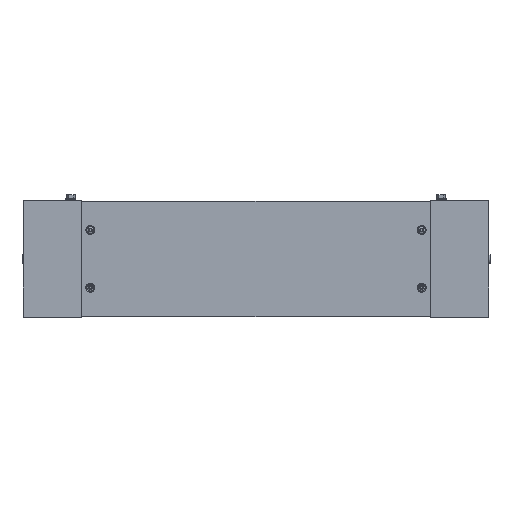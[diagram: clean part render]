
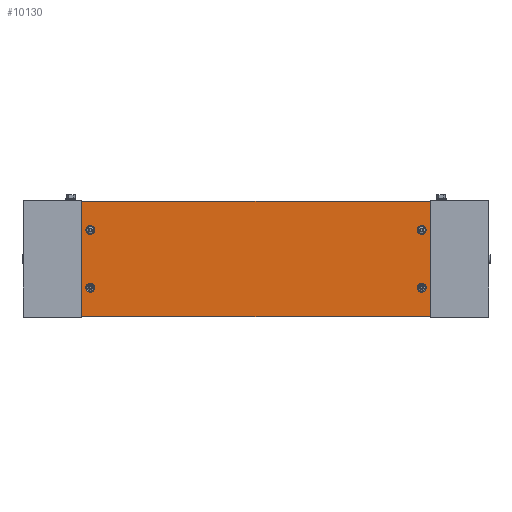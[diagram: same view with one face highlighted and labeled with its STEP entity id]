
A CAD part, top view. The second image highlights one B-rep face of the part: STEP entity #10130.
In plain terms, the highlighted face is planar.
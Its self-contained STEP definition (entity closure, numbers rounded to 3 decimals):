
#43 = EDGE_CURVE ( 'NONE', #12245, #9618, #17874, .T. ) ;
#64 = ORIENTED_EDGE ( 'NONE', *, *, #7311, .T. ) ;
#76 = VERTEX_POINT ( 'NONE', #17784 ) ;
#270 = ORIENTED_EDGE ( 'NONE', *, *, #43, .F. ) ;
#389 = CARTESIAN_POINT ( 'NONE',  ( 676.809, -149.5, 0. ) ) ;
#596 = VECTOR ( 'NONE', #15134, 1000. ) ;
#696 = DIRECTION ( 'NONE',  ( 1., 0., 0. ) ) ;
#1484 = DIRECTION ( 'NONE',  ( 1., 0., 0. ) ) ;
#1523 = CARTESIAN_POINT ( 'NONE',  ( 101., -199., 0. ) ) ;
#1740 = CIRCLE ( 'NONE', #16910, 7.691 ) ;
#1796 = CIRCLE ( 'NONE', #13439, 7.691 ) ;
#1910 = VERTEX_POINT ( 'NONE', #6403 ) ;
#1914 = AXIS2_PLACEMENT_3D ( 'NONE', #15619, #5752, #14429 ) ;
#2192 = CIRCLE ( 'NONE', #1914, 7.691 ) ;
#2506 = CIRCLE ( 'NONE', #5708, 7.691 ) ;
#2553 = EDGE_LOOP ( 'NONE', ( #64, #12348 ) ) ;
#2729 = ORIENTED_EDGE ( 'NONE', *, *, #16070, .T. ) ;
#3167 = CARTESIAN_POINT ( 'NONE',  ( 101., -199., 0. ) ) ;
#3295 = ORIENTED_EDGE ( 'NONE', *, *, #17706, .T. ) ;
#3306 = EDGE_LOOP ( 'NONE', ( #14968, #3295 ) ) ;
#3457 = ORIENTED_EDGE ( 'NONE', *, *, #11293, .T. ) ;
#3726 = EDGE_LOOP ( 'NONE', ( #2729, #16496 ) ) ;
#3880 = EDGE_CURVE ( 'NONE', #14581, #16164, #12479, .T. ) ;
#4052 = VERTEX_POINT ( 'NONE', #1523 ) ;
#4195 = DIRECTION ( 'NONE',  ( 0., 0., 1. ) ) ;
#4565 = CARTESIAN_POINT ( 'NONE',  ( 684.5, -50.5, 0. ) ) ;
#4776 = FACE_OUTER_BOUND ( 'NONE', #13932, .T. ) ;
#4847 = CARTESIAN_POINT ( 'NONE',  ( 101., -1., 0. ) ) ;
#5041 = CARTESIAN_POINT ( 'NONE',  ( 699., -1., 0. ) ) ;
#5193 = CARTESIAN_POINT ( 'NONE',  ( 692.191, -50.5, 0. ) ) ;
#5248 = AXIS2_PLACEMENT_3D ( 'NONE', #12854, #17324, #10371 ) ;
#5453 = LINE ( 'NONE', #4847, #596 ) ;
#5708 = AXIS2_PLACEMENT_3D ( 'NONE', #4565, #4195, #1484 ) ;
#5752 = DIRECTION ( 'NONE',  ( 0., 0., 1. ) ) ;
#5794 = DIRECTION ( 'NONE',  ( 0., 0., 1. ) ) ;
#5884 = FACE_BOUND ( 'NONE', #3726, .T. ) ;
#5970 = DIRECTION ( 'NONE',  ( 1., 0., 0. ) ) ;
#6081 = DIRECTION ( 'NONE',  ( 1., 0., 0. ) ) ;
#6329 = VECTOR ( 'NONE', #15876, 1000. ) ;
#6403 = CARTESIAN_POINT ( 'NONE',  ( 107.809, -149.5, 0. ) ) ;
#6483 = VERTEX_POINT ( 'NONE', #11799 ) ;
#6554 = DIRECTION ( 'NONE',  ( 0., 0., 1. ) ) ;
#6731 = DIRECTION ( 'NONE',  ( 1., 0., 0. ) ) ;
#6838 = CIRCLE ( 'NONE', #9154, 7.691 ) ;
#7029 = EDGE_CURVE ( 'NONE', #8913, #4052, #14517, .T. ) ;
#7148 = CARTESIAN_POINT ( 'NONE',  ( 676.809, -50.5, 0. ) ) ;
#7311 = EDGE_CURVE ( 'NONE', #17733, #6483, #11848, .T. ) ;
#7577 = CARTESIAN_POINT ( 'NONE',  ( 692.191, -149.5, 0. ) ) ;
#7618 = PLANE ( 'NONE',  #5248 ) ;
#7650 = DIRECTION ( 'NONE',  ( 1., 0., 0. ) ) ;
#7712 = VERTEX_POINT ( 'NONE', #7148 ) ;
#7895 = CARTESIAN_POINT ( 'NONE',  ( 101., -1., 0. ) ) ;
#8286 = ORIENTED_EDGE ( 'NONE', *, *, #3880, .T. ) ;
#8913 = VERTEX_POINT ( 'NONE', #7895 ) ;
#9027 = EDGE_CURVE ( 'NONE', #18042, #7712, #1740, .T. ) ;
#9154 = AXIS2_PLACEMENT_3D ( 'NONE', #13494, #6554, #17722 ) ;
#9618 = VERTEX_POINT ( 'NONE', #16434 ) ;
#9724 = ORIENTED_EDGE ( 'NONE', *, *, #16711, .F. ) ;
#10130 = ADVANCED_FACE ( 'NONE', ( #11742, #11461, #5884, #15933, #4776 ), #7618, .F. ) ;
#10371 = DIRECTION ( 'NONE',  ( 1., 0., 0. ) ) ;
#10612 = EDGE_LOOP ( 'NONE', ( #3457, #8286 ) ) ;
#10679 = EDGE_CURVE ( 'NONE', #9618, #8913, #5453, .T. ) ;
#10920 = CARTESIAN_POINT ( 'NONE',  ( 684.5, -149.5, 0. ) ) ;
#10957 = CIRCLE ( 'NONE', #16466, 7.691 ) ;
#11182 = CARTESIAN_POINT ( 'NONE',  ( 115.5, -50.5, 0. ) ) ;
#11293 = EDGE_CURVE ( 'NONE', #16164, #14581, #1796, .T. ) ;
#11461 = FACE_BOUND ( 'NONE', #3306, .T. ) ;
#11525 = VECTOR ( 'NONE', #6081, 1000. ) ;
#11600 = CARTESIAN_POINT ( 'NONE',  ( 115.5, -149.5, 0. ) ) ;
#11742 = FACE_BOUND ( 'NONE', #10612, .T. ) ;
#11799 = CARTESIAN_POINT ( 'NONE',  ( 123.191, -50.5, 0. ) ) ;
#11848 = CIRCLE ( 'NONE', #17115, 7.691 ) ;
#12245 = VERTEX_POINT ( 'NONE', #13859 ) ;
#12348 = ORIENTED_EDGE ( 'NONE', *, *, #14322, .T. ) ;
#12389 = DIRECTION ( 'NONE',  ( 0., 0., 1. ) ) ;
#12479 = CIRCLE ( 'NONE', #15386, 7.691 ) ;
#12854 = CARTESIAN_POINT ( 'NONE',  ( 0., 0., 0. ) ) ;
#12987 = ORIENTED_EDGE ( 'NONE', *, *, #10679, .F. ) ;
#13105 = VECTOR ( 'NONE', #13379, 1000. ) ;
#13207 = DIRECTION ( 'NONE',  ( 0., 0., 1. ) ) ;
#13379 = DIRECTION ( 'NONE',  ( 0., 1., 0. ) ) ;
#13439 = AXIS2_PLACEMENT_3D ( 'NONE', #14297, #13207, #696 ) ;
#13494 = CARTESIAN_POINT ( 'NONE',  ( 115.5, -149.5, 0. ) ) ;
#13859 = CARTESIAN_POINT ( 'NONE',  ( 699., -199., 0. ) ) ;
#13932 = EDGE_LOOP ( 'NONE', ( #15222, #12987, #270, #9724 ) ) ;
#14297 = CARTESIAN_POINT ( 'NONE',  ( 684.5, -149.5, 0. ) ) ;
#14322 = EDGE_CURVE ( 'NONE', #6483, #17733, #2192, .T. ) ;
#14350 = CARTESIAN_POINT ( 'NONE',  ( 684.5, -50.5, 0. ) ) ;
#14420 = CARTESIAN_POINT ( 'NONE',  ( 101., -1., 0. ) ) ;
#14429 = DIRECTION ( 'NONE',  ( 1., 0., 0. ) ) ;
#14517 = LINE ( 'NONE', #14420, #6329 ) ;
#14581 = VERTEX_POINT ( 'NONE', #7577 ) ;
#14968 = ORIENTED_EDGE ( 'NONE', *, *, #17516, .T. ) ;
#15134 = DIRECTION ( 'NONE',  ( -1., 0., 0. ) ) ;
#15211 = CARTESIAN_POINT ( 'NONE',  ( 107.809, -50.5, 0. ) ) ;
#15222 = ORIENTED_EDGE ( 'NONE', *, *, #7029, .F. ) ;
#15285 = DIRECTION ( 'NONE',  ( 0., 0., 1. ) ) ;
#15386 = AXIS2_PLACEMENT_3D ( 'NONE', #10920, #12389, #6731 ) ;
#15619 = CARTESIAN_POINT ( 'NONE',  ( 115.5, -50.5, 0. ) ) ;
#15876 = DIRECTION ( 'NONE',  ( 0., -1., 0. ) ) ;
#15933 = FACE_BOUND ( 'NONE', #2553, .T. ) ;
#16042 = LINE ( 'NONE', #3167, #11525 ) ;
#16070 = EDGE_CURVE ( 'NONE', #7712, #18042, #2506, .T. ) ;
#16164 = VERTEX_POINT ( 'NONE', #389 ) ;
#16434 = CARTESIAN_POINT ( 'NONE',  ( 699., -1., 0. ) ) ;
#16466 = AXIS2_PLACEMENT_3D ( 'NONE', #11600, #17181, #7650 ) ;
#16496 = ORIENTED_EDGE ( 'NONE', *, *, #9027, .T. ) ;
#16684 = DIRECTION ( 'NONE',  ( 1., 0., 0. ) ) ;
#16711 = EDGE_CURVE ( 'NONE', #4052, #12245, #16042, .T. ) ;
#16910 = AXIS2_PLACEMENT_3D ( 'NONE', #14350, #15285, #16684 ) ;
#17115 = AXIS2_PLACEMENT_3D ( 'NONE', #11182, #5794, #5970 ) ;
#17181 = DIRECTION ( 'NONE',  ( 0., 0., 1. ) ) ;
#17324 = DIRECTION ( 'NONE',  ( 0., 0., 1. ) ) ;
#17516 = EDGE_CURVE ( 'NONE', #1910, #76, #10957, .T. ) ;
#17706 = EDGE_CURVE ( 'NONE', #76, #1910, #6838, .T. ) ;
#17722 = DIRECTION ( 'NONE',  ( 1., 0., 0. ) ) ;
#17733 = VERTEX_POINT ( 'NONE', #15211 ) ;
#17784 = CARTESIAN_POINT ( 'NONE',  ( 123.191, -149.5, 0. ) ) ;
#17874 = LINE ( 'NONE', #5041, #13105 ) ;
#18042 = VERTEX_POINT ( 'NONE', #5193 ) ;
